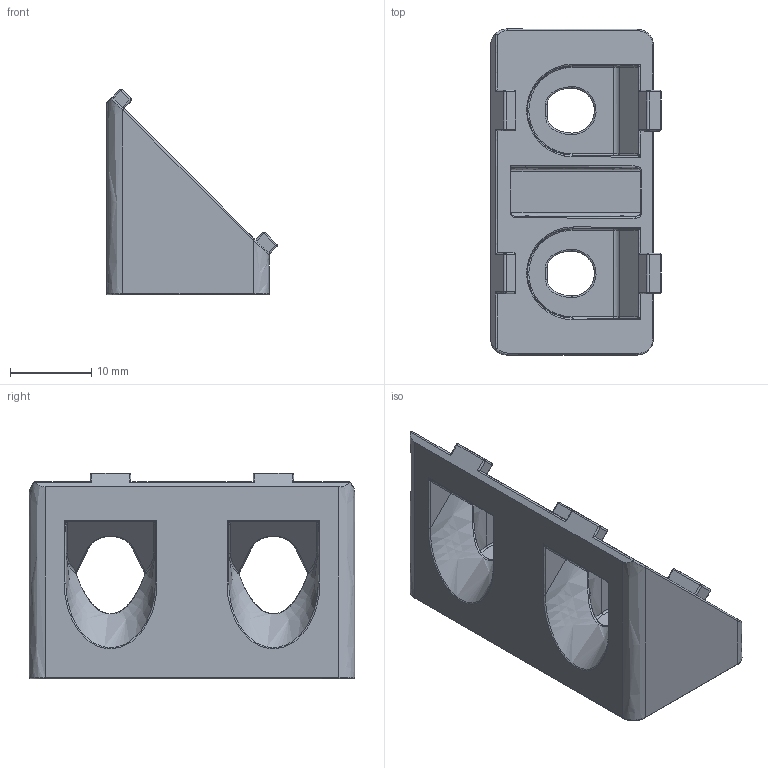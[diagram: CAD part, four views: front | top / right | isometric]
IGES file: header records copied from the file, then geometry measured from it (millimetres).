
Global section: file name: 304045; native system: Autodesk Inventor 2021; preprocessor: unknown; author: Mrówczyńska,,; organization: 11; date: 20221007.083025; units: millimetre
Bounding box: 20.98 x 40 x 25.28 mm (x, y, z)
Volume: 7090 mm3; surface area: 4966.7 mm2
Topology: 1 solids, 1 shells, 320 faces, 741 edges, 415 vertices
Faces by surface type: bspline 320
